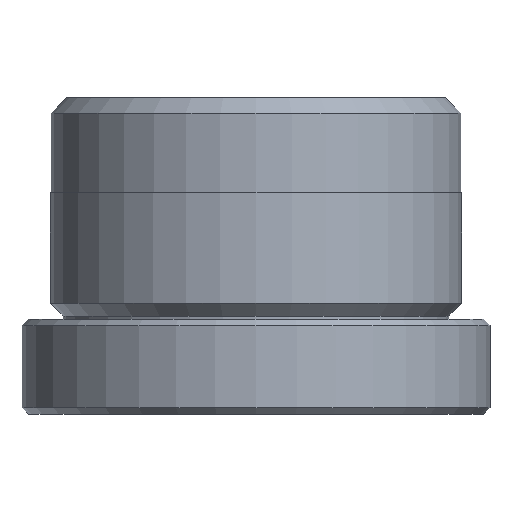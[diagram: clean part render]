
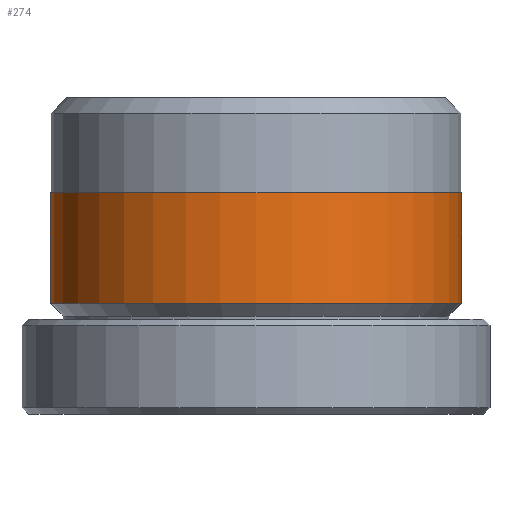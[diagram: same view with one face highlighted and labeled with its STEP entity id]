
A CAD part, front view. The second image highlights one B-rep face of the part: STEP entity #274.
In plain terms, the highlighted cylindrical face has radius 6.5 mm (diameter 13 mm), a partial arc.
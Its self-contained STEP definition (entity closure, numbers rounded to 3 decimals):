
#80 = VECTOR ( 'NONE', #837, 1000. ) ;
#85 = VERTEX_POINT ( 'NONE', #1248 ) ;
#128 = EDGE_CURVE ( 'NONE', #85, #651, #887, .T. ) ;
#173 = CARTESIAN_POINT ( 'NONE',  ( 6.5, 0., 3.5 ) ) ;
#190 = AXIS2_PLACEMENT_3D ( 'NONE', #794, #1815, #950 ) ;
#238 = CARTESIAN_POINT ( 'NONE',  ( 6.5, 0., 10. ) ) ;
#242 = EDGE_LOOP ( 'NONE', ( #1662, #416, #352, #1591 ) ) ;
#274 = ADVANCED_FACE ( 'NONE', ( #1532 ), #1485, .T. ) ;
#327 = CARTESIAN_POINT ( 'NONE',  ( 0., 0., 7. ) ) ;
#352 = ORIENTED_EDGE ( 'NONE', *, *, #1344, .T. ) ;
#416 = ORIENTED_EDGE ( 'NONE', *, *, #667, .F. ) ;
#430 = DIRECTION ( 'NONE',  ( -1., 0., 0. ) ) ;
#443 = AXIS2_PLACEMENT_3D ( 'NONE', #733, #883, #430 ) ;
#478 = DIRECTION ( 'NONE',  ( 1., 0., 0. ) ) ;
#496 = VERTEX_POINT ( 'NONE', #1908 ) ;
#501 = CIRCLE ( 'NONE', #1784, 6.5 ) ;
#541 = VERTEX_POINT ( 'NONE', #1609 ) ;
#651 = VERTEX_POINT ( 'NONE', #173 ) ;
#667 = EDGE_CURVE ( 'NONE', #496, #85, #501, .T. ) ;
#708 = LINE ( 'NONE', #1454, #1430 ) ;
#724 = DIRECTION ( 'NONE',  ( 0., 0., -1. ) ) ;
#733 = CARTESIAN_POINT ( 'NONE',  ( 0., 0., 10. ) ) ;
#794 = CARTESIAN_POINT ( 'NONE',  ( 0., 0., 3.5 ) ) ;
#837 = DIRECTION ( 'NONE',  ( 0., 0., -1. ) ) ;
#883 = DIRECTION ( 'NONE',  ( 0., 0., -1. ) ) ;
#887 = LINE ( 'NONE', #238, #80 ) ;
#950 = DIRECTION ( 'NONE',  ( -1., 0., 0. ) ) ;
#1248 = CARTESIAN_POINT ( 'NONE',  ( 6.5, 0., 7. ) ) ;
#1344 = EDGE_CURVE ( 'NONE', #496, #541, #708, .T. ) ;
#1350 = DIRECTION ( 'NONE',  ( 0., 0., 1. ) ) ;
#1430 = VECTOR ( 'NONE', #724, 1000. ) ;
#1454 = CARTESIAN_POINT ( 'NONE',  ( -6.5, 0., 10. ) ) ;
#1485 = CYLINDRICAL_SURFACE ( 'NONE', #443, 6.5 ) ;
#1532 = FACE_OUTER_BOUND ( 'NONE', #242, .T. ) ;
#1591 = ORIENTED_EDGE ( 'NONE', *, *, #1781, .F. ) ;
#1609 = CARTESIAN_POINT ( 'NONE',  ( -6.5, 0., 3.5 ) ) ;
#1662 = ORIENTED_EDGE ( 'NONE', *, *, #128, .F. ) ;
#1666 = CIRCLE ( 'NONE', #190, 6.5 ) ;
#1781 = EDGE_CURVE ( 'NONE', #651, #541, #1666, .T. ) ;
#1784 = AXIS2_PLACEMENT_3D ( 'NONE', #327, #1350, #478 ) ;
#1815 = DIRECTION ( 'NONE',  ( 0., 0., -1. ) ) ;
#1908 = CARTESIAN_POINT ( 'NONE',  ( -6.5, 0., 7. ) ) ;
